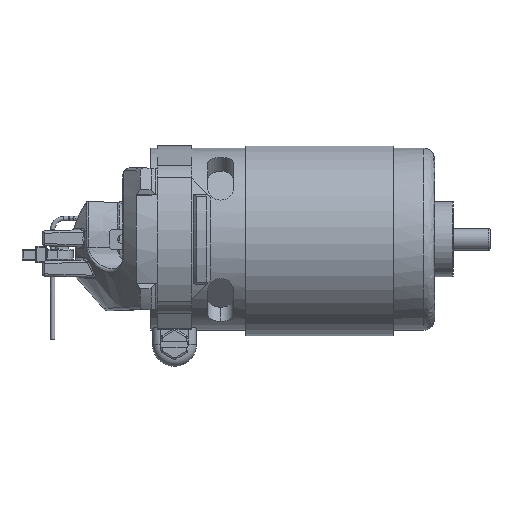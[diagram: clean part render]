
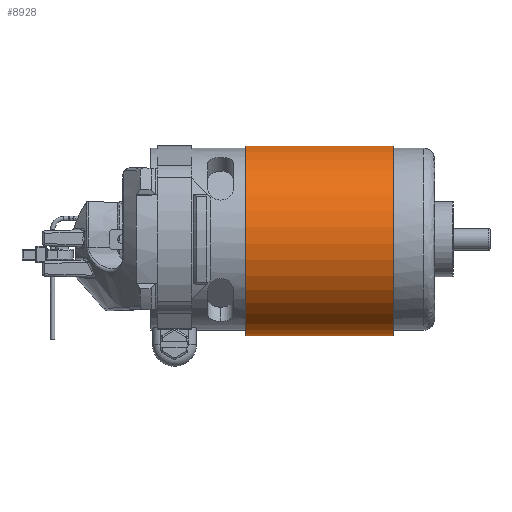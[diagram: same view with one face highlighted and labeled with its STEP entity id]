
A CAD part, left-side view. The second image highlights one B-rep face of the part: STEP entity #8928.
In plain terms, the highlighted cylindrical face has radius 22.3 mm (diameter 44.6 mm), a partial arc.
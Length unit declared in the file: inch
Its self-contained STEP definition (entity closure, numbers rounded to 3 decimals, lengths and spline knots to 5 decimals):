
#65 = ORIENTED_EDGE ( 'NONE', *, *, #5273, .F. ) ;
#1527 = LINE ( 'NONE', #25427, #18553 ) ;
#1713 = VERTEX_POINT ( 'NONE', #23497 ) ;
#2008 = EDGE_CURVE ( 'NONE', #21860, #25653, #16089, .T. ) ;
#3601 = AXIS2_PLACEMENT_3D ( 'NONE', #22233, #22197, #22138 ) ;
#3911 = AXIS2_PLACEMENT_3D ( 'NONE', #26042, #25959, #25868 ) ;
#5273 = EDGE_CURVE ( 'NONE', #22698, #21860, #26490, .T. ) ;
#5277 = EDGE_CURVE ( 'NONE', #1713, #22698, #1527, .T. ) ;
#5313 = EDGE_CURVE ( 'NONE', #25653, #1713, #25693, .T. ) ;
#6797 = ORIENTED_EDGE ( 'NONE', *, *, #5277, .F. ) ;
#8928 = ADVANCED_FACE ( 'NONE', ( #12156 ), #18273, .T. ) ;
#11560 = DIRECTION ( 'NONE',  ( 1., 0., 0. ) ) ;
#12156 = FACE_OUTER_BOUND ( 'NONE', #23125, .T. ) ;
#13273 = CARTESIAN_POINT ( 'NONE',  ( 2.51465, 0., -0.87795 ) ) ;
#13780 = VECTOR ( 'NONE', #11560, 39.37008 ) ;
#16089 = LINE ( 'NONE', #13273, #13780 ) ;
#17964 = CARTESIAN_POINT ( 'NONE',  ( 0.375, 0.22831, 0.84775 ) ) ;
#18273 = CYLINDRICAL_SURFACE ( 'NONE', #24999, 0.87795 ) ;
#18418 = ORIENTED_EDGE ( 'NONE', *, *, #5313, .F. ) ;
#18553 = VECTOR ( 'NONE', #25335, 39.37008 ) ;
#18798 = ORIENTED_EDGE ( 'NONE', *, *, #2008, .F. ) ;
#20623 = CARTESIAN_POINT ( 'NONE',  ( 1.718, 0., -0.87795 ) ) ;
#21860 = VERTEX_POINT ( 'NONE', #25487 ) ;
#22138 = DIRECTION ( 'NONE',  ( 0., 0., -1. ) ) ;
#22197 = DIRECTION ( 'NONE',  ( 1., 0., 0. ) ) ;
#22233 = CARTESIAN_POINT ( 'NONE',  ( 1.718, 0., 0. ) ) ;
#22698 = VERTEX_POINT ( 'NONE', #17964 ) ;
#23125 = EDGE_LOOP ( 'NONE', ( #18798, #65, #6797, #18418 ) ) ;
#23476 = DIRECTION ( 'NONE',  ( 0., 0., -1. ) ) ;
#23497 = CARTESIAN_POINT ( 'NONE',  ( 1.718, 0.22831, 0.84775 ) ) ;
#23506 = DIRECTION ( 'NONE',  ( 1., 0., 0. ) ) ;
#23682 = CARTESIAN_POINT ( 'NONE',  ( 2.51465, 0., 0. ) ) ;
#24999 = AXIS2_PLACEMENT_3D ( 'NONE', #23682, #23506, #23476 ) ;
#25335 = DIRECTION ( 'NONE',  ( -1., 0., 0. ) ) ;
#25427 = CARTESIAN_POINT ( 'NONE',  ( 2.51465, 0.22831, 0.84775 ) ) ;
#25487 = CARTESIAN_POINT ( 'NONE',  ( 0.375, 0., -0.87795 ) ) ;
#25653 = VERTEX_POINT ( 'NONE', #20623 ) ;
#25693 = CIRCLE ( 'NONE', #3601, 0.87795 ) ;
#25868 = DIRECTION ( 'NONE',  ( 0., 0., -1. ) ) ;
#25959 = DIRECTION ( 'NONE',  ( -1., 0., 0. ) ) ;
#26042 = CARTESIAN_POINT ( 'NONE',  ( 0.375, 0., 0. ) ) ;
#26490 = CIRCLE ( 'NONE', #3911, 0.87795 ) ;
